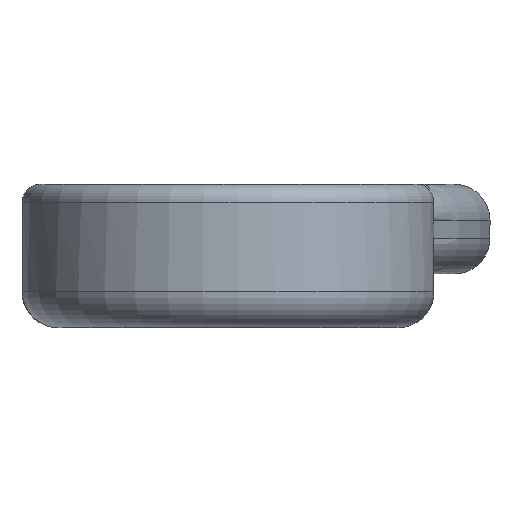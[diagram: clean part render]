
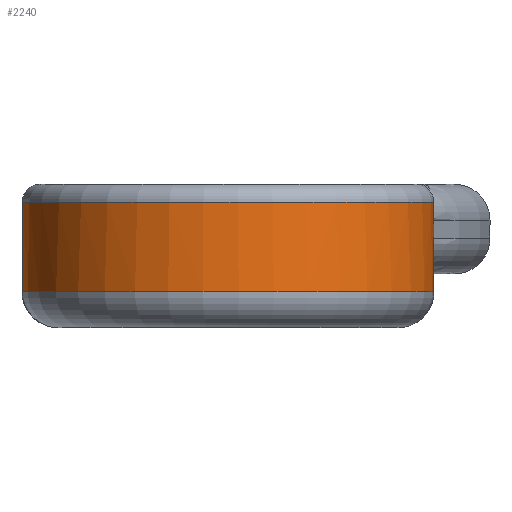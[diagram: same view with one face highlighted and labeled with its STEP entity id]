
A CAD part, front view. The second image highlights one B-rep face of the part: STEP entity #2240.
In plain terms, the highlighted cylindrical face has radius 11.5 mm (diameter 23 mm), a partial arc.
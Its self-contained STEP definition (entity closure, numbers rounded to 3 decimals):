
#81=B_SPLINE_CURVE_WITH_KNOTS('',3,(#4529,#4530,#4531,#4532),
 .UNSPECIFIED.,.F.,.F.,(4,4),(0.891,1.21),
 .UNSPECIFIED.);
#82=B_SPLINE_CURVE_WITH_KNOTS('',3,(#4535,#4536,#4537,#4538),
 .UNSPECIFIED.,.F.,.F.,(4,4),(4.557,4.659),
 .UNSPECIFIED.);
#83=B_SPLINE_CURVE_WITH_KNOTS('',3,(#4541,#4542,#4543,#4544,#4545,#4546),
 .UNSPECIFIED.,.F.,.F.,(4,1,1,4),(0.,0.179,
0.268,0.333),.UNSPECIFIED.);
#84=B_SPLINE_CURVE_WITH_KNOTS('',3,(#4549,#4550,#4551,#4552),
 .UNSPECIFIED.,.F.,.F.,(4,4),(4.658,4.758),
 .UNSPECIFIED.);
#280=FACE_OUTER_BOUND('',#442,.T.);
#442=EDGE_LOOP('',(#1918,#1919,#1920,#1921,#1922,#1923,#1924,#1925));
#557=LINE('',#4540,#651);
#558=LINE('',#4548,#652);
#651=VECTOR('',#3254,10.);
#652=VECTOR('',#3255,10.);
#821=CIRCLE('',#2553,11.5);
#833=CIRCLE('',#2568,11.5);
#1019=VERTEX_POINT('',#4001);
#1020=VERTEX_POINT('',#4016);
#1029=VERTEX_POINT('',#4410);
#1030=VERTEX_POINT('',#4412);
#1033=VERTEX_POINT('',#4527);
#1034=VERTEX_POINT('',#4534);
#1035=VERTEX_POINT('',#4539);
#1036=VERTEX_POINT('',#4547);
#1308=EDGE_CURVE('',#1020,#1019,#821,.T.);
#1327=EDGE_CURVE('',#1029,#1030,#833,.T.);
#1335=EDGE_CURVE('',#1030,#1033,#81,.T.);
#1336=EDGE_CURVE('',#1019,#1034,#82,.T.);
#1337=EDGE_CURVE('',#1034,#1035,#557,.T.);
#1338=EDGE_CURVE('',#1035,#1029,#83,.T.);
#1339=EDGE_CURVE('',#1033,#1036,#558,.T.);
#1340=EDGE_CURVE('',#1036,#1020,#84,.T.);
#1918=ORIENTED_EDGE('',*,*,#1308,.T.);
#1919=ORIENTED_EDGE('',*,*,#1336,.T.);
#1920=ORIENTED_EDGE('',*,*,#1337,.T.);
#1921=ORIENTED_EDGE('',*,*,#1338,.T.);
#1922=ORIENTED_EDGE('',*,*,#1327,.T.);
#1923=ORIENTED_EDGE('',*,*,#1335,.T.);
#1924=ORIENTED_EDGE('',*,*,#1339,.T.);
#1925=ORIENTED_EDGE('',*,*,#1340,.T.);
#2115=CYLINDRICAL_SURFACE('',#2572,11.5);
#2240=ADVANCED_FACE('',(#280),#2115,.T.);
#2553=AXIS2_PLACEMENT_3D('',#4018,#3214,#3215);
#2568=AXIS2_PLACEMENT_3D('',#4414,#3244,#3245);
#2572=AXIS2_PLACEMENT_3D('',#4533,#3252,#3253);
#3214=DIRECTION('center_axis',(0.,0.,-1.));
#3215=DIRECTION('ref_axis',(-0.368,-0.93,0.));
#3244=DIRECTION('center_axis',(0.,0.,1.));
#3245=DIRECTION('ref_axis',(-0.379,-0.925,0.));
#3252=DIRECTION('center_axis',(0.,0.,1.));
#3253=DIRECTION('ref_axis',(-0.372,-0.928,0.));
#3254=DIRECTION('',(0.,0.,-1.));
#3255=DIRECTION('',(0.,0.,1.));
#4001=CARTESIAN_POINT('',(-5.415,-95.855,-1.));
#4016=CARTESIAN_POINT('',(10.859,-102.214,-1.));
#4018=CARTESIAN_POINT('Origin',(0.,-106.,-1.));
#4410=CARTESIAN_POINT('',(-4.706,-95.507,-6.));
#4412=CARTESIAN_POINT('',(10.653,-101.668,-6.));
#4414=CARTESIAN_POINT('Origin',(0.,-106.,-6.));
#4527=CARTESIAN_POINT('',(10.882,-102.281,-3.));
#4529=CARTESIAN_POINT('Ctrl Pts',(10.653,-101.668,-6.));
#4530=CARTESIAN_POINT('Ctrl Pts',(10.804,-102.039,-5.102));
#4531=CARTESIAN_POINT('Ctrl Pts',(10.882,-102.281,-4.063));
#4532=CARTESIAN_POINT('Ctrl Pts',(10.882,-102.281,-3.));
#4533=CARTESIAN_POINT('Origin',(0.,-106.,0.));
#4534=CARTESIAN_POINT('',(-5.51,-95.906,-2.));
#4535=CARTESIAN_POINT('Ctrl Pts',(-5.413,-95.854,-1.001));
#4536=CARTESIAN_POINT('Ctrl Pts',(-5.474,-95.886,-1.325));
#4537=CARTESIAN_POINT('Ctrl Pts',(-5.51,-95.906,-1.661));
#4538=CARTESIAN_POINT('Ctrl Pts',(-5.51,-95.906,-2.));
#4539=CARTESIAN_POINT('',(-5.51,-95.906,-3.));
#4540=CARTESIAN_POINT('',(-5.51,-95.906,0.));
#4541=CARTESIAN_POINT('Ctrl Pts',(-5.51,-95.906,-3.));
#4542=CARTESIAN_POINT('Ctrl Pts',(-5.51,-95.906,-3.595));
#4543=CARTESIAN_POINT('Ctrl Pts',(-5.35,-95.817,-4.471));
#4544=CARTESIAN_POINT('Ctrl Pts',(-4.987,-95.636,-5.418));
#4545=CARTESIAN_POINT('Ctrl Pts',(-4.792,-95.546,-5.831));
#4546=CARTESIAN_POINT('Ctrl Pts',(-4.706,-95.507,-6.));
#4547=CARTESIAN_POINT('',(10.882,-102.281,-2.));
#4548=CARTESIAN_POINT('',(10.882,-102.281,0.));
#4549=CARTESIAN_POINT('Ctrl Pts',(10.882,-102.281,-2.));
#4550=CARTESIAN_POINT('Ctrl Pts',(10.882,-102.281,-1.664));
#4551=CARTESIAN_POINT('Ctrl Pts',(10.874,-102.257,-1.328));
#4552=CARTESIAN_POINT('Ctrl Pts',(10.859,-102.212,-0.999));
